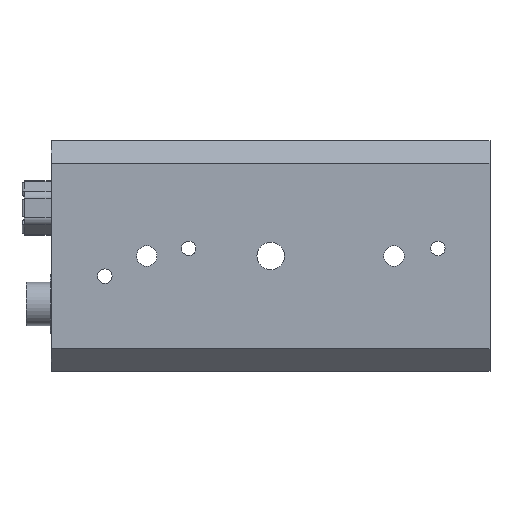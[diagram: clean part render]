
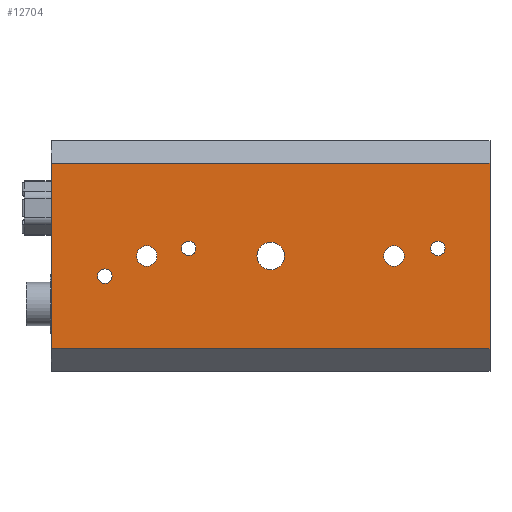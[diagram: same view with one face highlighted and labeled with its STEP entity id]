
A CAD part, front view. The second image highlights one B-rep face of the part: STEP entity #12704.
In plain terms, the highlighted planar face has unit normal (0, -1, 0).
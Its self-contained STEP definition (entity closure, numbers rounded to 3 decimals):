
#28 = DIRECTION ( 'NONE',  ( -1., 0., 0. ) ) ;
#41 = ORIENTED_EDGE ( 'NONE', *, *, #8351, .T. ) ;
#50 = CIRCLE ( 'NONE', #9535, 0.96 ) ;
#102 = DIRECTION ( 'NONE',  ( 0., 1., 0. ) ) ;
#188 = CARTESIAN_POINT ( 'NONE',  ( 29., 0., -4.625 ) ) ;
#242 = VERTEX_POINT ( 'NONE', #12952 ) ;
#309 = CARTESIAN_POINT ( 'NONE',  ( 22.1, 0., 9.585 ) ) ;
#354 = EDGE_CURVE ( 'NONE', #13280, #7237, #9130, .T. ) ;
#661 = VERTEX_POINT ( 'NONE', #10170 ) ;
#667 = EDGE_LOOP ( 'NONE', ( #4342, #10335 ) ) ;
#948 = LINE ( 'NONE', #5690, #11465 ) ;
#1423 = AXIS2_PLACEMENT_3D ( 'NONE', #8520, #10703, #2672 ) ;
#1495 = CIRCLE ( 'NONE', #6476, 1.825 ) ;
#1578 = DIRECTION ( 'NONE',  ( 0., 0., 1. ) ) ;
#1834 = DIRECTION ( 'NONE',  ( 0., 0., 1. ) ) ;
#2067 = CARTESIAN_POINT ( 'NONE',  ( -10.85, 0., 8.625 ) ) ;
#2078 = FACE_BOUND ( 'NONE', #667, .T. ) ;
#2107 = EDGE_CURVE ( 'NONE', #3128, #8045, #4951, .T. ) ;
#2270 = CARTESIAN_POINT ( 'NONE',  ( -10.85, 0., 9.585 ) ) ;
#2283 = CIRCLE ( 'NONE', #13234, 0.96 ) ;
#2312 = DIRECTION ( 'NONE',  ( 0., 0., 1. ) ) ;
#2320 = CARTESIAN_POINT ( 'NONE',  ( -21.95, 0., 4.955 ) ) ;
#2327 = CARTESIAN_POINT ( 'NONE',  ( -29., 0., -4.625 ) ) ;
#2384 = DIRECTION ( 'NONE',  ( 0., 1., 0. ) ) ;
#2503 = DIRECTION ( 'NONE',  ( 0., 1., 0. ) ) ;
#2672 = DIRECTION ( 'NONE',  ( 0., 0., 1. ) ) ;
#2674 = CARTESIAN_POINT ( 'NONE',  ( -21.95, 0., 5.915 ) ) ;
#2865 = DIRECTION ( 'NONE',  ( 0., 0., 1. ) ) ;
#2995 = VERTEX_POINT ( 'NONE', #6125 ) ;
#3086 = EDGE_CURVE ( 'NONE', #7237, #13280, #1495, .T. ) ;
#3094 = CARTESIAN_POINT ( 'NONE',  ( 22.1, 0., 8.625 ) ) ;
#3124 = AXIS2_PLACEMENT_3D ( 'NONE', #9088, #6655, #1834 ) ;
#3128 = VERTEX_POINT ( 'NONE', #11045 ) ;
#3245 = EDGE_LOOP ( 'NONE', ( #13365, #5454, #4266, #11313 ) ) ;
#3261 = FACE_OUTER_BOUND ( 'NONE', #3245, .T. ) ;
#3321 = LINE ( 'NONE', #8222, #10318 ) ;
#3339 = DIRECTION ( 'NONE',  ( 0., 1., 0. ) ) ;
#3372 = CARTESIAN_POINT ( 'NONE',  ( -21.95, 0., 4.955 ) ) ;
#3518 = DIRECTION ( 'NONE',  ( 0., 0., 1. ) ) ;
#3557 = DIRECTION ( 'NONE',  ( 0., 0., 1. ) ) ;
#3698 = EDGE_LOOP ( 'NONE', ( #14595, #7964 ) ) ;
#3775 = CARTESIAN_POINT ( 'NONE',  ( -16.4, 0., 8.975 ) ) ;
#3974 = EDGE_CURVE ( 'NONE', #2995, #3982, #948, .T. ) ;
#3982 = VERTEX_POINT ( 'NONE', #9526 ) ;
#4151 = VECTOR ( 'NONE', #4807, 1000. ) ;
#4266 = ORIENTED_EDGE ( 'NONE', *, *, #12408, .T. ) ;
#4338 = DIRECTION ( 'NONE',  ( 0., 1., 0. ) ) ;
#4342 = ORIENTED_EDGE ( 'NONE', *, *, #3086, .T. ) ;
#4807 = DIRECTION ( 'NONE',  ( 0., 0., -1. ) ) ;
#4829 = VECTOR ( 'NONE', #8786, 1000. ) ;
#4951 = CIRCLE ( 'NONE', #5708, 1.35 ) ;
#5071 = CARTESIAN_POINT ( 'NONE',  ( 0., 0., 9.45 ) ) ;
#5165 = CIRCLE ( 'NONE', #7398, 1.35 ) ;
#5387 = CARTESIAN_POINT ( 'NONE',  ( -29., 0., 19.875 ) ) ;
#5454 = ORIENTED_EDGE ( 'NONE', *, *, #9314, .T. ) ;
#5690 = CARTESIAN_POINT ( 'NONE',  ( 29., 0., 0. ) ) ;
#5708 = AXIS2_PLACEMENT_3D ( 'NONE', #6478, #7801, #1578 ) ;
#5786 = AXIS2_PLACEMENT_3D ( 'NONE', #2067, #6816, #11888 ) ;
#5805 = CIRCLE ( 'NONE', #5786, 0.96 ) ;
#5951 = EDGE_CURVE ( 'NONE', #11343, #11755, #5805, .T. ) ;
#6015 = AXIS2_PLACEMENT_3D ( 'NONE', #6267, #102, #9789 ) ;
#6125 = CARTESIAN_POINT ( 'NONE',  ( 29., 0., 19.875 ) ) ;
#6267 = CARTESIAN_POINT ( 'NONE',  ( -16.4, 0., 7.625 ) ) ;
#6409 = AXIS2_PLACEMENT_3D ( 'NONE', #8080, #11595, #2312 ) ;
#6476 = AXIS2_PLACEMENT_3D ( 'NONE', #14308, #10667, #14233 ) ;
#6478 = CARTESIAN_POINT ( 'NONE',  ( 16.3, 0., 7.625 ) ) ;
#6582 = VERTEX_POINT ( 'NONE', #309 ) ;
#6655 = DIRECTION ( 'NONE',  ( 0., 1., 0. ) ) ;
#6755 = FACE_BOUND ( 'NONE', #7135, .T. ) ;
#6816 = DIRECTION ( 'NONE',  ( 0., 1., 0. ) ) ;
#6850 = EDGE_LOOP ( 'NONE', ( #7685, #11834 ) ) ;
#7037 = EDGE_LOOP ( 'NONE', ( #13576, #14985 ) ) ;
#7135 = EDGE_LOOP ( 'NONE', ( #41, #7449 ) ) ;
#7237 = VERTEX_POINT ( 'NONE', #5071 ) ;
#7398 = AXIS2_PLACEMENT_3D ( 'NONE', #10429, #2384, #13065 ) ;
#7449 = ORIENTED_EDGE ( 'NONE', *, *, #8807, .T. ) ;
#7685 = ORIENTED_EDGE ( 'NONE', *, *, #8620, .T. ) ;
#7777 = DIRECTION ( 'NONE',  ( 0., 1., 0. ) ) ;
#7801 = DIRECTION ( 'NONE',  ( 0., 1., 0. ) ) ;
#7964 = ORIENTED_EDGE ( 'NONE', *, *, #14847, .T. ) ;
#8000 = PLANE ( 'NONE',  #6409 ) ;
#8012 = EDGE_LOOP ( 'NONE', ( #13479, #13517 ) ) ;
#8026 = EDGE_CURVE ( 'NONE', #9542, #661, #8776, .T. ) ;
#8045 = VERTEX_POINT ( 'NONE', #10942 ) ;
#8080 = CARTESIAN_POINT ( 'NONE',  ( 0., 0., 0. ) ) ;
#8114 = AXIS2_PLACEMENT_3D ( 'NONE', #12461, #7777, #13773 ) ;
#8158 = FACE_BOUND ( 'NONE', #6850, .T. ) ;
#8222 = CARTESIAN_POINT ( 'NONE',  ( -29., 0., 19.875 ) ) ;
#8351 = EDGE_CURVE ( 'NONE', #15283, #9619, #2283, .T. ) ;
#8423 = CARTESIAN_POINT ( 'NONE',  ( 0., 0., 5.8 ) ) ;
#8516 = AXIS2_PLACEMENT_3D ( 'NONE', #2320, #3339, #3557 ) ;
#8520 = CARTESIAN_POINT ( 'NONE',  ( 16.3, 0., 7.625 ) ) ;
#8620 = EDGE_CURVE ( 'NONE', #6582, #242, #50, .T. ) ;
#8776 = CIRCLE ( 'NONE', #6015, 1.35 ) ;
#8786 = DIRECTION ( 'NONE',  ( 1., 0., 0. ) ) ;
#8807 = EDGE_CURVE ( 'NONE', #9619, #15283, #15229, .T. ) ;
#9088 = CARTESIAN_POINT ( 'NONE',  ( -10.85, 0., 8.625 ) ) ;
#9130 = CIRCLE ( 'NONE', #8114, 1.825 ) ;
#9134 = EDGE_CURVE ( 'NONE', #242, #6582, #13546, .T. ) ;
#9314 = EDGE_CURVE ( 'NONE', #2995, #10072, #3321, .T. ) ;
#9526 = CARTESIAN_POINT ( 'NONE',  ( 29., 0., -4.625 ) ) ;
#9535 = AXIS2_PLACEMENT_3D ( 'NONE', #14191, #2503, #3518 ) ;
#9542 = VERTEX_POINT ( 'NONE', #3775 ) ;
#9619 = VERTEX_POINT ( 'NONE', #14759 ) ;
#9789 = DIRECTION ( 'NONE',  ( 0., 0., 1. ) ) ;
#10072 = VERTEX_POINT ( 'NONE', #5387 ) ;
#10170 = CARTESIAN_POINT ( 'NONE',  ( -16.4, 0., 6.275 ) ) ;
#10318 = VECTOR ( 'NONE', #28, 1000. ) ;
#10335 = ORIENTED_EDGE ( 'NONE', *, *, #354, .T. ) ;
#10429 = CARTESIAN_POINT ( 'NONE',  ( -16.4, 0., 7.625 ) ) ;
#10457 = DIRECTION ( 'NONE',  ( 0., 0., -1. ) ) ;
#10460 = EDGE_CURVE ( 'NONE', #12311, #3982, #11031, .T. ) ;
#10552 = DIRECTION ( 'NONE',  ( 0., 1., 0. ) ) ;
#10667 = DIRECTION ( 'NONE',  ( 0., 1., 0. ) ) ;
#10690 = EDGE_CURVE ( 'NONE', #11755, #11343, #11833, .T. ) ;
#10703 = DIRECTION ( 'NONE',  ( 0., 1., 0. ) ) ;
#10942 = CARTESIAN_POINT ( 'NONE',  ( 16.3, 0., 8.975 ) ) ;
#11031 = LINE ( 'NONE', #188, #4829 ) ;
#11045 = CARTESIAN_POINT ( 'NONE',  ( 16.3, 0., 6.275 ) ) ;
#11132 = CIRCLE ( 'NONE', #1423, 1.35 ) ;
#11313 = ORIENTED_EDGE ( 'NONE', *, *, #10460, .T. ) ;
#11343 = VERTEX_POINT ( 'NONE', #2270 ) ;
#11465 = VECTOR ( 'NONE', #10457, 1000. ) ;
#11595 = DIRECTION ( 'NONE',  ( 0., 1., 0. ) ) ;
#11755 = VERTEX_POINT ( 'NONE', #14666 ) ;
#11833 = CIRCLE ( 'NONE', #3124, 0.96 ) ;
#11834 = ORIENTED_EDGE ( 'NONE', *, *, #9134, .T. ) ;
#11888 = DIRECTION ( 'NONE',  ( 0., 0., 1. ) ) ;
#12311 = VERTEX_POINT ( 'NONE', #2327 ) ;
#12408 = EDGE_CURVE ( 'NONE', #10072, #12311, #13478, .T. ) ;
#12461 = CARTESIAN_POINT ( 'NONE',  ( 0., 0., 7.625 ) ) ;
#12704 = ADVANCED_FACE ( 'NONE', ( #6755, #12997, #8158, #14152, #12917, #2078, #3261 ), #8000, .F. ) ;
#12798 = AXIS2_PLACEMENT_3D ( 'NONE', #3094, #4338, #2865 ) ;
#12917 = FACE_BOUND ( 'NONE', #3698, .T. ) ;
#12952 = CARTESIAN_POINT ( 'NONE',  ( 22.1, 0., 7.665 ) ) ;
#12997 = FACE_BOUND ( 'NONE', #7037, .T. ) ;
#13065 = DIRECTION ( 'NONE',  ( 0., 0., 1. ) ) ;
#13161 = CARTESIAN_POINT ( 'NONE',  ( -29., 0., 0. ) ) ;
#13234 = AXIS2_PLACEMENT_3D ( 'NONE', #3372, #10552, #15214 ) ;
#13280 = VERTEX_POINT ( 'NONE', #8423 ) ;
#13365 = ORIENTED_EDGE ( 'NONE', *, *, #3974, .F. ) ;
#13478 = LINE ( 'NONE', #13161, #4151 ) ;
#13479 = ORIENTED_EDGE ( 'NONE', *, *, #14186, .T. ) ;
#13517 = ORIENTED_EDGE ( 'NONE', *, *, #2107, .T. ) ;
#13546 = CIRCLE ( 'NONE', #12798, 0.96 ) ;
#13576 = ORIENTED_EDGE ( 'NONE', *, *, #5951, .T. ) ;
#13773 = DIRECTION ( 'NONE',  ( 0., 0., 1. ) ) ;
#14152 = FACE_BOUND ( 'NONE', #8012, .T. ) ;
#14186 = EDGE_CURVE ( 'NONE', #8045, #3128, #11132, .T. ) ;
#14191 = CARTESIAN_POINT ( 'NONE',  ( 22.1, 0., 8.625 ) ) ;
#14233 = DIRECTION ( 'NONE',  ( 0., 0., 1. ) ) ;
#14308 = CARTESIAN_POINT ( 'NONE',  ( 0., 0., 7.625 ) ) ;
#14595 = ORIENTED_EDGE ( 'NONE', *, *, #8026, .T. ) ;
#14666 = CARTESIAN_POINT ( 'NONE',  ( -10.85, 0., 7.665 ) ) ;
#14759 = CARTESIAN_POINT ( 'NONE',  ( -21.95, 0., 3.995 ) ) ;
#14847 = EDGE_CURVE ( 'NONE', #661, #9542, #5165, .T. ) ;
#14985 = ORIENTED_EDGE ( 'NONE', *, *, #10690, .T. ) ;
#15214 = DIRECTION ( 'NONE',  ( 0., 0., 1. ) ) ;
#15229 = CIRCLE ( 'NONE', #8516, 0.96 ) ;
#15283 = VERTEX_POINT ( 'NONE', #2674 ) ;
